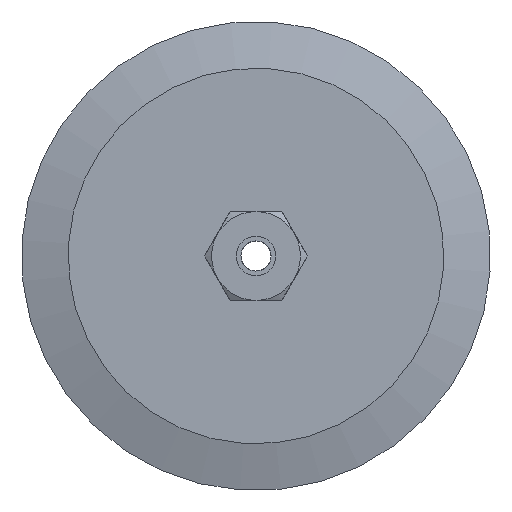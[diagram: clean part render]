
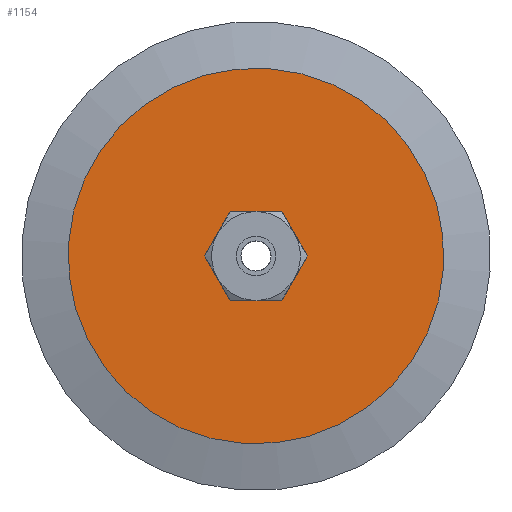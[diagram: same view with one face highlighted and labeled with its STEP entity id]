
A CAD part, front view. The second image highlights one B-rep face of the part: STEP entity #1154.
In plain terms, the highlighted face is planar.
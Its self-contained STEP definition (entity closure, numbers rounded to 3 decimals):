
#200=FACE_BOUND('',#337,.T.);
#217=PLANE('',#1395);
#256=FACE_OUTER_BOUND('',#336,.T.);
#336=EDGE_LOOP('',(#862,#863));
#337=EDGE_LOOP('',(#864));
#480=CIRCLE('',#1385,6.35);
#486=CIRCLE('',#1393,30.036);
#487=CIRCLE('',#1394,30.036);
#558=VERTEX_POINT('',#1939);
#564=VERTEX_POINT('',#1955);
#565=VERTEX_POINT('',#1956);
#667=EDGE_CURVE('',#558,#558,#480,.T.);
#675=EDGE_CURVE('',#564,#565,#486,.T.);
#676=EDGE_CURVE('',#565,#564,#487,.T.);
#862=ORIENTED_EDGE('',*,*,#675,.T.);
#863=ORIENTED_EDGE('',*,*,#676,.T.);
#864=ORIENTED_EDGE('',*,*,#667,.T.);
#1154=ADVANCED_FACE('',(#256,#200),#217,.T.);
#1385=AXIS2_PLACEMENT_3D('',#1940,#1598,#1599);
#1393=AXIS2_PLACEMENT_3D('',#1957,#1616,#1617);
#1394=AXIS2_PLACEMENT_3D('',#1958,#1618,#1619);
#1395=AXIS2_PLACEMENT_3D('',#1960,#1621,#1622);
#1598=DIRECTION('center_axis',(0.,-1.,0.));
#1599=DIRECTION('ref_axis',(-1.,0.,0.));
#1616=DIRECTION('center_axis',(0.,1.,0.));
#1617=DIRECTION('ref_axis',(1.,0.,0.));
#1618=DIRECTION('center_axis',(0.,1.,0.));
#1619=DIRECTION('ref_axis',(1.,0.,0.));
#1621=DIRECTION('center_axis',(0.,1.,0.));
#1622=DIRECTION('ref_axis',(0.,0.,
1.));
#1939=CARTESIAN_POINT('',(6.35,5.,0.));
#1940=CARTESIAN_POINT('Origin',(0.,5.,0.));
#1955=CARTESIAN_POINT('',(-30.036,5.,0.));
#1956=CARTESIAN_POINT('',(30.036,5.,0.));
#1957=CARTESIAN_POINT('Origin',(0.,5.,0.));
#1958=CARTESIAN_POINT('Origin',(0.,5.,0.));
#1960=CARTESIAN_POINT('Origin',(0.,5.,0.));
